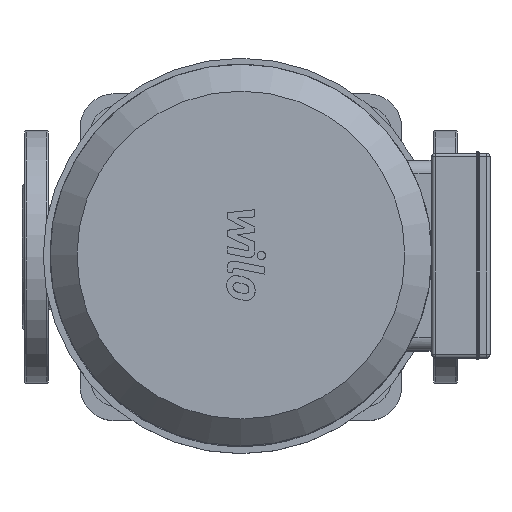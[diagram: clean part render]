
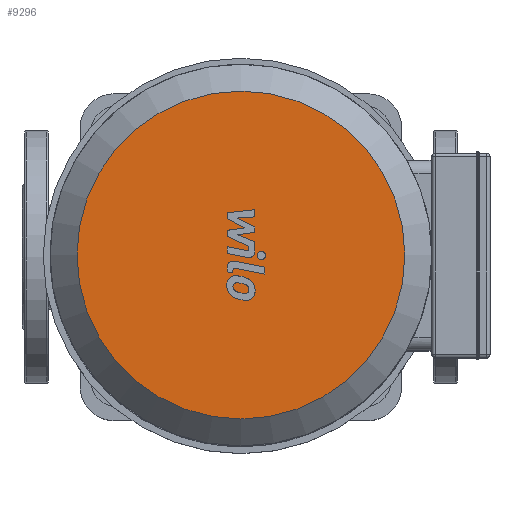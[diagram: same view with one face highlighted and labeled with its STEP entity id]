
A CAD part, top view. The second image highlights one B-rep face of the part: STEP entity #9296.
In plain terms, the highlighted planar face has unit normal (0, 0, 1).
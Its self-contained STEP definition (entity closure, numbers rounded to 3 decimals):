
#2050=PLANE('',#9991);
#2616=FACE_OUTER_BOUND('',#3221,.T.);
#3221=EDGE_LOOP('',(#7223));
#3774=CIRCLE('',#9987,119.8);
#4340=VERTEX_POINT('',#14711);
#5419=EDGE_CURVE('',#4340,#4340,#3774,.T.);
#7223=ORIENTED_EDGE('',*,*,#5419,.F.);
#9296=ADVANCED_FACE('',(#2616),#2050,.F.);
#9987=AXIS2_PLACEMENT_3D('',#14712,#11543,#11544);
#9991=AXIS2_PLACEMENT_3D('',#14718,#11551,#11552);
#11543=DIRECTION('center_axis',(0.,0.,
-1.));
#11544=DIRECTION('ref_axis',(0.,1.,0.));
#11551=DIRECTION('center_axis',(0.,0.,
-1.));
#11552=DIRECTION('ref_axis',(0.,1.,0.));
#14711=CARTESIAN_POINT('',(0.,-119.8,946.));
#14712=CARTESIAN_POINT('Origin',(0.,0.,946.));
#14718=CARTESIAN_POINT('Origin',(0.,0.,
946.));
